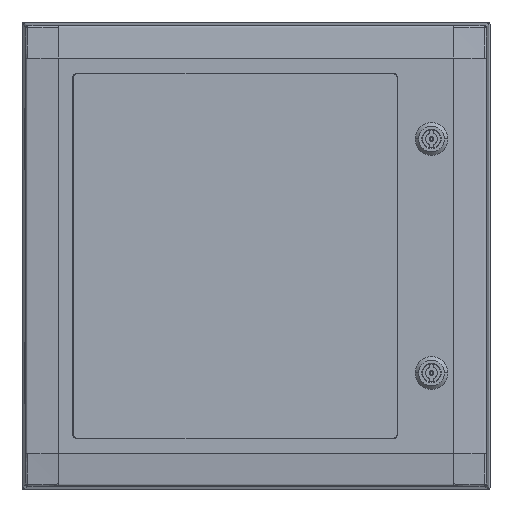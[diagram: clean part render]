
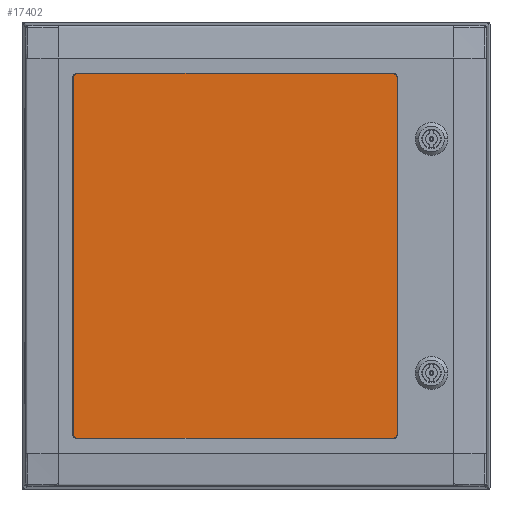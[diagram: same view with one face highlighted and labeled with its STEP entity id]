
A CAD part, top view. The second image highlights one B-rep face of the part: STEP entity #17402.
In plain terms, the highlighted planar face has unit normal (0, 0, 1).
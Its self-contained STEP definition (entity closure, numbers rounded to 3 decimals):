
#342 = FACE_OUTER_BOUND ( 'NONE', #11589, .T. ) ;
#1530 = ORIENTED_EDGE ( 'NONE', *, *, #62830, .T. ) ;
#2652 = CIRCLE ( 'NONE', #6276, 4. ) ;
#2979 = LINE ( 'NONE', #36871, #28386 ) ;
#3361 = EDGE_CURVE ( 'NONE', #46805, #15865, #15776, .T. ) ;
#3889 = DIRECTION ( 'NONE',  ( 1., 0., 0. ) ) ;
#5810 = EDGE_CURVE ( 'NONE', #52190, #23206, #2979, .T. ) ;
#6276 = AXIS2_PLACEMENT_3D ( 'NONE', #56819, #33002, #55725 ) ;
#6888 = ORIENTED_EDGE ( 'NONE', *, *, #39815, .T. ) ;
#8224 = DIRECTION ( 'NONE',  ( -1., 0., 0. ) ) ;
#10918 = AXIS2_PLACEMENT_3D ( 'NONE', #20324, #14733, #70595 ) ;
#11589 = EDGE_LOOP ( 'NONE', ( #30927, #65134, #36652, #60119, #32186, #1530, #6888, #19967 ) ) ;
#14532 = CARTESIAN_POINT ( 'NONE',  ( 138.5, 152., 4. ) ) ;
#14612 = LINE ( 'NONE', #26866, #17919 ) ;
#14733 = DIRECTION ( 'NONE',  ( 0., 0., 1. ) ) ;
#15685 = CIRCLE ( 'NONE', #10918, 4. ) ;
#15776 = CIRCLE ( 'NONE', #32404, 4. ) ;
#15795 = CARTESIAN_POINT ( 'NONE',  ( -134.5, 156., 4. ) ) ;
#15865 = VERTEX_POINT ( 'NONE', #68110 ) ;
#16647 = DIRECTION ( 'NONE',  ( 0., 0., 1. ) ) ;
#17402 = ADVANCED_FACE ( 'NONE', ( #342 ), #44681, .T. ) ;
#17556 = LINE ( 'NONE', #58137, #20664 ) ;
#17919 = VECTOR ( 'NONE', #48464, 1000. ) ;
#18378 = CARTESIAN_POINT ( 'NONE',  ( -138.5, 152., 4. ) ) ;
#19967 = ORIENTED_EDGE ( 'NONE', *, *, #41933, .T. ) ;
#20044 = CARTESIAN_POINT ( 'NONE',  ( -134.5, -156., 4. ) ) ;
#20324 = CARTESIAN_POINT ( 'NONE',  ( -134.5, 152., 4. ) ) ;
#20664 = VECTOR ( 'NONE', #46581, 1000. ) ;
#21321 = AXIS2_PLACEMENT_3D ( 'NONE', #62537, #27203, #55867 ) ;
#23206 = VERTEX_POINT ( 'NONE', #15795 ) ;
#24386 = LINE ( 'NONE', #44461, #67934 ) ;
#26866 = CARTESIAN_POINT ( 'NONE',  ( -138.5, 156., 4. ) ) ;
#27203 = DIRECTION ( 'NONE',  ( 0., 0., 1. ) ) ;
#28386 = VECTOR ( 'NONE', #8224, 1000. ) ;
#28552 = CIRCLE ( 'NONE', #47582, 4. ) ;
#30648 = CARTESIAN_POINT ( 'NONE',  ( 134.5, -156., 4. ) ) ;
#30927 = ORIENTED_EDGE ( 'NONE', *, *, #37970, .T. ) ;
#32186 = ORIENTED_EDGE ( 'NONE', *, *, #5810, .T. ) ;
#32404 = AXIS2_PLACEMENT_3D ( 'NONE', #49341, #72051, #43748 ) ;
#33002 = DIRECTION ( 'NONE',  ( 0., 0., 1. ) ) ;
#33748 = DIRECTION ( 'NONE',  ( 1., 0., 0. ) ) ;
#36652 = ORIENTED_EDGE ( 'NONE', *, *, #66734, .T. ) ;
#36834 = CARTESIAN_POINT ( 'NONE',  ( 134.5, 156., 4. ) ) ;
#36871 = CARTESIAN_POINT ( 'NONE',  ( -138.5, 156., 4. ) ) ;
#37970 = EDGE_CURVE ( 'NONE', #65769, #46805, #24386, .T. ) ;
#39815 = EDGE_CURVE ( 'NONE', #66326, #46320, #14612, .T. ) ;
#41297 = VERTEX_POINT ( 'NONE', #14532 ) ;
#41933 = EDGE_CURVE ( 'NONE', #46320, #65769, #2652, .T. ) ;
#43748 = DIRECTION ( 'NONE',  ( 1., 0., 0. ) ) ;
#44461 = CARTESIAN_POINT ( 'NONE',  ( -138.5, -156., 4. ) ) ;
#44681 = PLANE ( 'NONE',  #21321 ) ;
#44919 = CARTESIAN_POINT ( 'NONE',  ( 134.5, 152., 4. ) ) ;
#45897 = EDGE_CURVE ( 'NONE', #41297, #52190, #28552, .T. ) ;
#46320 = VERTEX_POINT ( 'NONE', #49576 ) ;
#46581 = DIRECTION ( 'NONE',  ( 0., 1., 0. ) ) ;
#46805 = VERTEX_POINT ( 'NONE', #30648 ) ;
#47582 = AXIS2_PLACEMENT_3D ( 'NONE', #44919, #16647, #33748 ) ;
#48464 = DIRECTION ( 'NONE',  ( 0., -1., 0. ) ) ;
#49341 = CARTESIAN_POINT ( 'NONE',  ( 134.5, -152., 4. ) ) ;
#49576 = CARTESIAN_POINT ( 'NONE',  ( -138.5, -152., 4. ) ) ;
#52190 = VERTEX_POINT ( 'NONE', #36834 ) ;
#55725 = DIRECTION ( 'NONE',  ( 1., 0., 0. ) ) ;
#55867 = DIRECTION ( 'NONE',  ( 1., 0., 0. ) ) ;
#56819 = CARTESIAN_POINT ( 'NONE',  ( -134.5, -152., 4. ) ) ;
#58137 = CARTESIAN_POINT ( 'NONE',  ( 138.5, 156., 4. ) ) ;
#60119 = ORIENTED_EDGE ( 'NONE', *, *, #45897, .T. ) ;
#62537 = CARTESIAN_POINT ( 'NONE',  ( 0., 0., 4. ) ) ;
#62830 = EDGE_CURVE ( 'NONE', #23206, #66326, #15685, .T. ) ;
#65134 = ORIENTED_EDGE ( 'NONE', *, *, #3361, .T. ) ;
#65769 = VERTEX_POINT ( 'NONE', #20044 ) ;
#66326 = VERTEX_POINT ( 'NONE', #18378 ) ;
#66734 = EDGE_CURVE ( 'NONE', #15865, #41297, #17556, .T. ) ;
#67934 = VECTOR ( 'NONE', #3889, 1000. ) ;
#68110 = CARTESIAN_POINT ( 'NONE',  ( 138.5, -152., 4. ) ) ;
#70595 = DIRECTION ( 'NONE',  ( 1., 0., 0. ) ) ;
#72051 = DIRECTION ( 'NONE',  ( 0., 0., 1. ) ) ;
